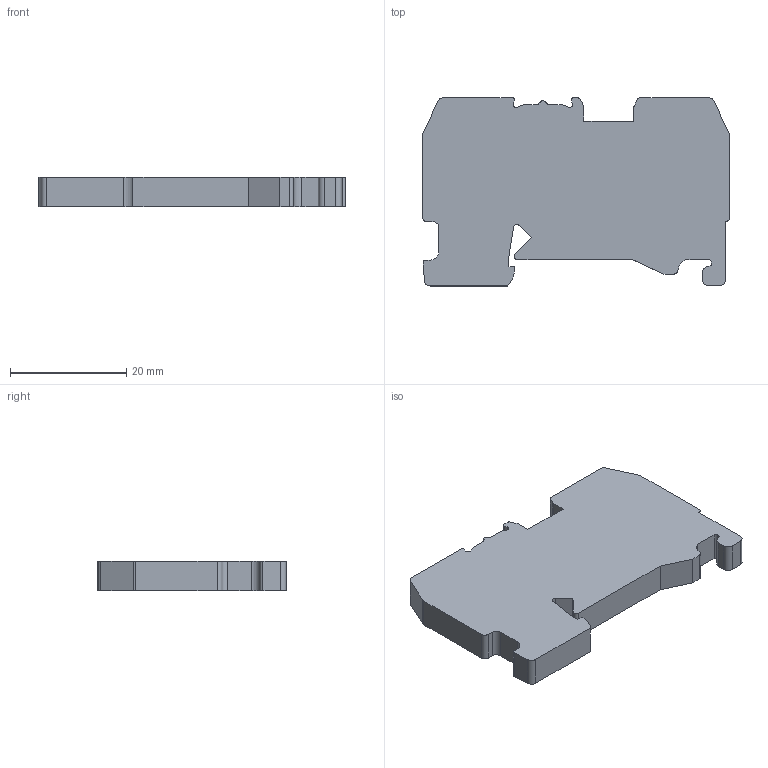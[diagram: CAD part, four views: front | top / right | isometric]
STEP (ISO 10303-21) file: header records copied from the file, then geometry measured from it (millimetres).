
FILE_DESCRIPTION(/* description */ (''),/* implementation_level */ '2;1');
FILE_NAME(/* name */ '225921.stp',/* time_stamp */ '2017-11-20T08:51:30+08:00',/* author */ (''),/* organization */ (''),/* preprocessor_version */ 'ST-DEVELOPER v14',/* originating_system */ 'SIEMENS PLM Software NX 8.0',/* authorisation */ '');
FILE_SCHEMA (('CONFIG_CONTROL_DESIGN'));
Length unit declared in the file: millimetre
Products named in the file (1): SP1120T1003_03
Bounding box: 52.8 x 32.35 x 5 mm (x, y, z)
Volume: 7259.2 mm3; surface area: 4008.9 mm2
Topology: 1 solids, 1 shells, 1032 faces, 2901 edges, 1934 vertices
Faces by surface type: plane 686, cylinder 342, extrusion 4
Full cylindrical faces by diameter (mm): 0.131 x1
Entity records: 33477 total; most frequent: CARTESIAN_POINT 6032, ORIENTED_EDGE 5800, DIRECTION 5638, EDGE_CURVE 2900, VECTOR 2212, LINE 2208, VERTEX_POINT 1934, AXIS2_PLACEMENT_3D 1713
